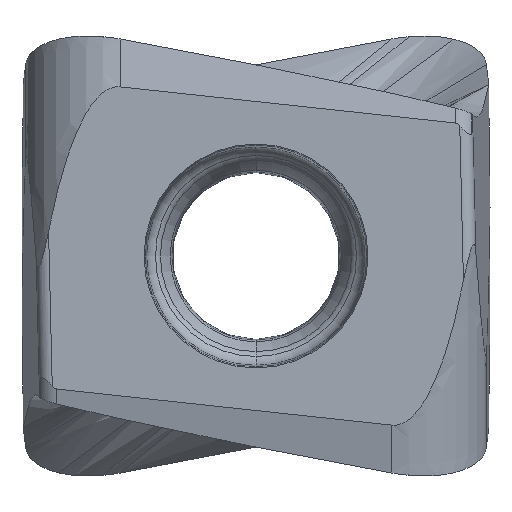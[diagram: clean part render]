
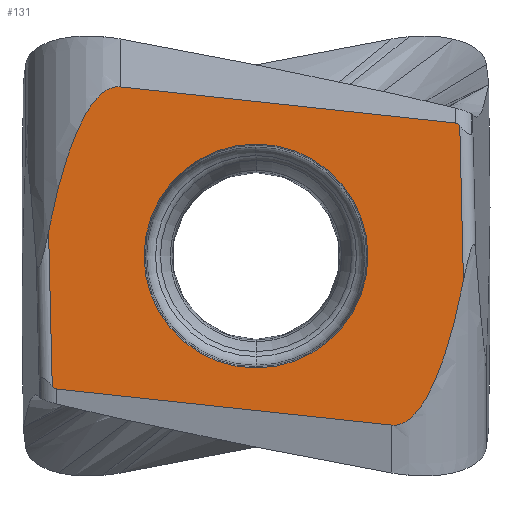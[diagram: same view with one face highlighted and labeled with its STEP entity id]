
A CAD part, front view. The second image highlights one B-rep face of the part: STEP entity #131.
In plain terms, the highlighted planar face has unit normal (0, -1, 0).
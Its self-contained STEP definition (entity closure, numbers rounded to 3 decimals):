
#71=FACE_BOUND('',#453,.T.);
#72=FACE_BOUND('',#454,.T.);
#96=PLANE('',#2473);
#131=ADVANCED_FACE('',(#71,#72),#96,.T.);
#453=EDGE_LOOP('',(#658,#659,#660,#661,#662,#663,#664,#665));
#454=EDGE_LOOP('',(#666,#667,#668,#669));
#658=ORIENTED_EDGE('',*,*,#1539,.F.);
#659=ORIENTED_EDGE('',*,*,#1540,.F.);
#660=ORIENTED_EDGE('',*,*,#1541,.T.);
#661=ORIENTED_EDGE('',*,*,#1542,.T.);
#662=ORIENTED_EDGE('',*,*,#1533,.F.);
#663=ORIENTED_EDGE('',*,*,#1538,.F.);
#664=ORIENTED_EDGE('',*,*,#1543,.T.);
#665=ORIENTED_EDGE('',*,*,#1544,.T.);
#666=ORIENTED_EDGE('',*,*,#1545,.T.);
#667=ORIENTED_EDGE('',*,*,#1546,.T.);
#668=ORIENTED_EDGE('',*,*,#1547,.T.);
#669=ORIENTED_EDGE('',*,*,#1548,.T.);
#1303=VERTEX_POINT('',#4201);
#1304=VERTEX_POINT('',#4203);
#1305=VERTEX_POINT('',#4250);
#1306=VERTEX_POINT('',#4263);
#1307=VERTEX_POINT('',#4264);
#1308=VERTEX_POINT('',#4275);
#1309=VERTEX_POINT('',#4277);
#1310=VERTEX_POINT('',#4306);
#1311=VERTEX_POINT('',#4335);
#1312=VERTEX_POINT('',#4336);
#1313=VERTEX_POINT('',#4338);
#1314=VERTEX_POINT('',#4340);
#1533=EDGE_CURVE('',#1303,#1304,#1850,.T.);
#1538=EDGE_CURVE('',#1305,#1303,#2125,.T.);
#1539=EDGE_CURVE('',#1306,#1307,#1853,.T.);
#1540=EDGE_CURVE('',#1308,#1306,#2126,.T.);
#1541=EDGE_CURVE('',#1308,#1309,#1854,.T.);
#1542=EDGE_CURVE('',#1309,#1304,#2127,.T.);
#1543=EDGE_CURVE('',#1305,#1310,#1855,.T.);
#1544=EDGE_CURVE('',#1310,#1307,#2128,.T.);
#1545=EDGE_CURVE('',#1311,#1312,#2319,.T.);
#1546=EDGE_CURVE('',#1312,#1313,#2320,.T.);
#1547=EDGE_CURVE('',#1313,#1314,#2321,.T.);
#1548=EDGE_CURVE('',#1314,#1311,#2322,.T.);
#1850=LINE('',#4202,#1964);
#1853=LINE('',#4262,#1967);
#1854=LINE('',#4276,#1968);
#1855=LINE('',#4305,#1969);
#1964=VECTOR('',#2634,1.);
#1967=VECTOR('',#2645,1.);
#1968=VECTOR('',#2646,1.);
#1969=VECTOR('',#2647,1.);
#2125=B_SPLINE_CURVE_WITH_KNOTS('',3,(#4251,#4252,#4253,#4254,#4255,#4256,
#4257,#4258,#4259,#4260),.UNSPECIFIED.,.F.,.F.,(4,1,1,1,1,1,1,4),(0.,0.143,
0.286,0.429,0.571,0.714,0.857,
1.),.UNSPECIFIED.);
#2126=B_SPLINE_CURVE_WITH_KNOTS('',3,(#4265,#4266,#4267,#4268,#4269,#4270,
#4271,#4272,#4273,#4274),.UNSPECIFIED.,.F.,.F.,(4,1,1,1,1,1,1,4),(0.,0.143,
0.286,0.429,0.571,0.714,0.857,
1.),.UNSPECIFIED.);
#2127=B_SPLINE_CURVE_WITH_KNOTS('',3,(#4278,#4279,#4280,#4281,#4282,#4283,
#4284,#4285,#4286,#4287,#4288,#4289,#4290,#4291,#4292,#4293,#4294,#4295,
#4296,#4297,#4298,#4299,#4300,#4301,#4302,#4303,#4304),.UNSPECIFIED.,.F.,
 .F.,(4,1,1,1,1,1,1,1,1,1,1,1,1,1,1,1,1,1,1,1,1,1,1,1,4),(0.,0.042,
0.083,0.125,0.167,0.208,0.25,0.292,
0.333,0.375,0.417,0.458,0.5,0.542,
0.583,0.625,0.667,0.708,0.75,0.792,
0.833,0.875,0.917,0.958,1.),.UNSPECIFIED.);
#2128=B_SPLINE_CURVE_WITH_KNOTS('',3,(#4307,#4308,#4309,#4310,#4311,#4312,
#4313,#4314,#4315,#4316,#4317,#4318,#4319,#4320,#4321,#4322,#4323,#4324,
#4325,#4326,#4327,#4328,#4329,#4330,#4331,#4332,#4333),.UNSPECIFIED.,.F.,
 .F.,(4,1,1,1,1,1,1,1,1,1,1,1,1,1,1,1,1,1,1,1,1,1,1,1,4),(0.,0.042,
0.083,0.125,0.167,0.208,0.25,0.292,
0.333,0.375,0.417,0.458,0.5,0.542,
0.583,0.625,0.667,0.708,0.75,0.792,
0.833,0.875,0.917,0.958,1.),.UNSPECIFIED.);
#2319=CIRCLE('',#2469,2.988);
#2320=CIRCLE('',#2470,2.988);
#2321=CIRCLE('',#2471,2.988);
#2322=CIRCLE('',#2472,2.988);
#2469=AXIS2_PLACEMENT_3D('',#4334,#2648,#2649);
#2470=AXIS2_PLACEMENT_3D('',#4337,#2650,#2651);
#2471=AXIS2_PLACEMENT_3D('',#4339,#2652,#2653);
#2472=AXIS2_PLACEMENT_3D('',#4341,#2654,#2655);
#2473=AXIS2_PLACEMENT_3D('',#4342,#2656,#2657);
#2634=DIRECTION('',(0.024,0.,-1.));
#2645=DIRECTION('',(-0.024,0.,1.));
#2646=DIRECTION('',(0.994,0.,-0.107));
#2647=DIRECTION('',(-0.994,0.,0.107));
#2648=DIRECTION('',(0.,1.,0.));
#2649=DIRECTION('',(-0.005,0.,-1.));
#2650=DIRECTION('',(0.,1.,0.));
#2651=DIRECTION('',(0.,0.,1.));
#2652=DIRECTION('',(0.,1.,0.));
#2653=DIRECTION('',(0.005,0.,1.));
#2654=DIRECTION('',(0.,1.,0.));
#2655=DIRECTION('',(0.,0.,-1.));
#2656=DIRECTION('',(0.,-1.,0.));
#2657=DIRECTION('',(1.,0.,0.024));
#4201=CARTESIAN_POINT('',(5.437,0.,3.475));
#4202=CARTESIAN_POINT('',(5.437,0.,3.475));
#4203=CARTESIAN_POINT('',(5.535,0.,-0.662));
#4250=CARTESIAN_POINT('',(5.32,0.,3.55));
#4251=CARTESIAN_POINT('',(5.32,0.,3.55));
#4252=CARTESIAN_POINT('',(5.325,0.,3.549));
#4253=CARTESIAN_POINT('',(5.334,0.,3.547));
#4254=CARTESIAN_POINT('',(5.349,0.,3.543));
#4255=CARTESIAN_POINT('',(5.365,0.,3.536));
#4256=CARTESIAN_POINT('',(5.382,0.,3.526));
#4257=CARTESIAN_POINT('',(5.4,0.,3.513));
#4258=CARTESIAN_POINT('',(5.418,0.,3.496));
#4259=CARTESIAN_POINT('',(5.431,0.,3.482));
#4260=CARTESIAN_POINT('',(5.437,0.,3.475));
#4262=CARTESIAN_POINT('',(-5.437,0.,-3.475));
#4263=CARTESIAN_POINT('',(-5.437,0.,-3.475));
#4264=CARTESIAN_POINT('',(-5.535,0.,0.662));
#4265=CARTESIAN_POINT('',(-5.32,0.,-3.55));
#4266=CARTESIAN_POINT('',(-5.325,0.,-3.549));
#4267=CARTESIAN_POINT('',(-5.334,0.,-3.547));
#4268=CARTESIAN_POINT('',(-5.349,0.,-3.543));
#4269=CARTESIAN_POINT('',(-5.365,0.,-3.536));
#4270=CARTESIAN_POINT('',(-5.382,0.,-3.526));
#4271=CARTESIAN_POINT('',(-5.4,0.,-3.513));
#4272=CARTESIAN_POINT('',(-5.418,0.,-3.496));
#4273=CARTESIAN_POINT('',(-5.431,0.,-3.482));
#4274=CARTESIAN_POINT('',(-5.437,0.,-3.475));
#4275=CARTESIAN_POINT('',(-5.32,0.,-3.55));
#4276=CARTESIAN_POINT('',(-5.32,0.,-3.55));
#4277=CARTESIAN_POINT('',(3.626,0.,-4.513));
#4278=CARTESIAN_POINT('',(3.626,0.,-4.513));
#4279=CARTESIAN_POINT('',(3.642,0.,-4.514));
#4280=CARTESIAN_POINT('',(3.675,0.,-4.516));
#4281=CARTESIAN_POINT('',(3.725,0.,-4.515));
#4282=CARTESIAN_POINT('',(3.775,0.,-4.508));
#4283=CARTESIAN_POINT('',(3.826,0.,-4.497));
#4284=CARTESIAN_POINT('',(3.879,0.,-4.48));
#4285=CARTESIAN_POINT('',(3.933,0.,-4.456));
#4286=CARTESIAN_POINT('',(3.991,0.,-4.425));
#4287=CARTESIAN_POINT('',(4.052,0.,-4.386));
#4288=CARTESIAN_POINT('',(4.116,0.,-4.336));
#4289=CARTESIAN_POINT('',(4.185,0.,-4.274));
#4290=CARTESIAN_POINT('',(4.259,0.,-4.198));
#4291=CARTESIAN_POINT('',(4.336,0.,-4.105));
#4292=CARTESIAN_POINT('',(4.418,0.,-3.993));
#4293=CARTESIAN_POINT('',(4.504,0.,-3.861));
#4294=CARTESIAN_POINT('',(4.593,0.,-3.706));
#4295=CARTESIAN_POINT('',(4.686,0.,-3.525));
#4296=CARTESIAN_POINT('',(4.782,0.,-3.316));
#4297=CARTESIAN_POINT('',(4.882,0.,-3.075));
#4298=CARTESIAN_POINT('',(4.985,0.,-2.797));
#4299=CARTESIAN_POINT('',(5.09,0.,-2.48));
#4300=CARTESIAN_POINT('',(5.198,0.,-2.116));
#4301=CARTESIAN_POINT('',(5.309,0.,-1.7));
#4302=CARTESIAN_POINT('',(5.421,0.,-1.224));
#4303=CARTESIAN_POINT('',(5.497,0.,-0.857));
#4304=CARTESIAN_POINT('',(5.535,0.,-0.662));
#4305=CARTESIAN_POINT('',(5.32,0.,3.55));
#4306=CARTESIAN_POINT('',(-3.626,0.,4.513));
#4307=CARTESIAN_POINT('',(-3.626,0.,4.513));
#4308=CARTESIAN_POINT('',(-3.642,0.,4.514));
#4309=CARTESIAN_POINT('',(-3.675,0.,4.516));
#4310=CARTESIAN_POINT('',(-3.725,0.,4.515));
#4311=CARTESIAN_POINT('',(-3.775,0.,4.508));
#4312=CARTESIAN_POINT('',(-3.826,0.,4.497));
#4313=CARTESIAN_POINT('',(-3.879,0.,4.48));
#4314=CARTESIAN_POINT('',(-3.933,0.,4.456));
#4315=CARTESIAN_POINT('',(-3.991,0.,4.425));
#4316=CARTESIAN_POINT('',(-4.052,0.,4.386));
#4317=CARTESIAN_POINT('',(-4.116,0.,4.336));
#4318=CARTESIAN_POINT('',(-4.185,0.,4.274));
#4319=CARTESIAN_POINT('',(-4.259,0.,4.198));
#4320=CARTESIAN_POINT('',(-4.336,0.,4.105));
#4321=CARTESIAN_POINT('',(-4.418,0.,3.993));
#4322=CARTESIAN_POINT('',(-4.504,0.,3.861));
#4323=CARTESIAN_POINT('',(-4.593,0.,3.706));
#4324=CARTESIAN_POINT('',(-4.686,0.,3.525));
#4325=CARTESIAN_POINT('',(-4.782,0.,3.316));
#4326=CARTESIAN_POINT('',(-4.882,0.,3.075));
#4327=CARTESIAN_POINT('',(-4.985,0.,2.797));
#4328=CARTESIAN_POINT('',(-5.09,0.,2.48));
#4329=CARTESIAN_POINT('',(-5.198,0.,2.116));
#4330=CARTESIAN_POINT('',(-5.309,0.,1.7));
#4331=CARTESIAN_POINT('',(-5.421,0.,1.224));
#4332=CARTESIAN_POINT('',(-5.497,0.,0.857));
#4333=CARTESIAN_POINT('',(-5.535,0.,0.662));
#4334=CARTESIAN_POINT('',(0.,0.,0.));
#4335=CARTESIAN_POINT('',(-0.016,0.,-2.988));
#4336=CARTESIAN_POINT('',(0.,0.,2.988));
#4337=CARTESIAN_POINT('',(0.,0.,0.));
#4338=CARTESIAN_POINT('',(0.016,0.,2.988));
#4339=CARTESIAN_POINT('',(0.,0.,0.));
#4340=CARTESIAN_POINT('',(0.,0.,-2.988));
#4341=CARTESIAN_POINT('',(0.,0.,0.));
#4342=CARTESIAN_POINT('',(-5.351,0.,-7.129));
